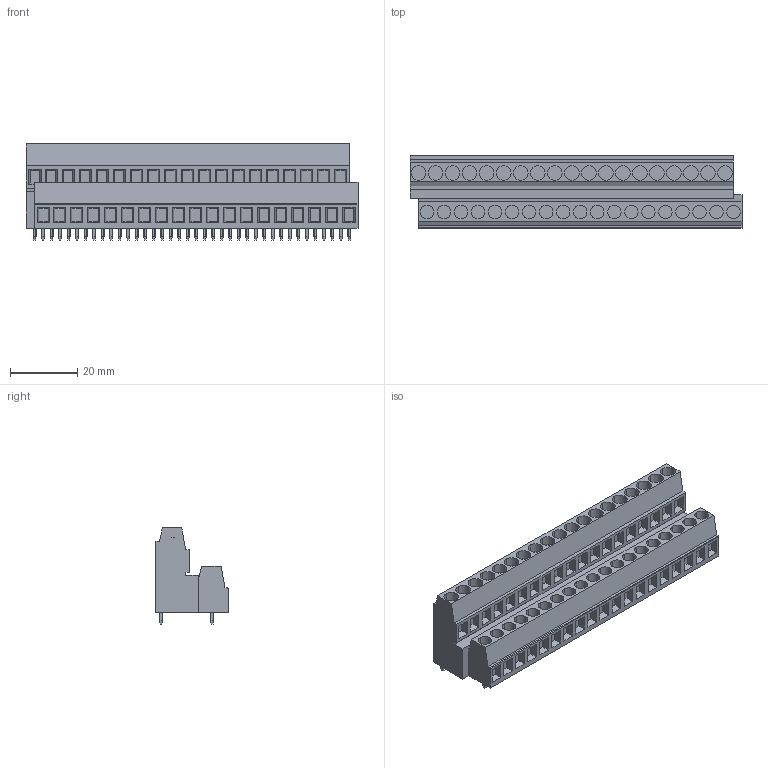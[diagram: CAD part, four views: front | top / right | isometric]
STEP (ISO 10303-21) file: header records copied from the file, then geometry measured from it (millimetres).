
FILE_DESCRIPTION(('CATIA V5 STEP Exchange','CAx-IF Rec.Pracs.--- Model Styling and Organization---1.2---2011-12-15'),'2;1');
FILE_NAME ('D1455715_0_1769020000_1769020000.stp','2018-09-07T07:41:22+00:00',('none'),('Weidmueller'),'CATIA Version 5-6 Release 2014','CATIA V5 STEP AP214','none');
FILE_SCHEMA(('AUTOMOTIVE_DESIGN { 1 0 10303 214 1 1 1 1 }'));
Length unit declared in the file: millimetre
Products named in the file (1): 1769020000
Bounding box: 99.06 x 21.6 x 28.7 mm (x, y, z)
Volume: 33615.9 mm3; surface area: 13373.2 mm2
Topology: 39 solids, 39 shells, 860 faces, 2118 edges, 1412 vertices
Faces by surface type: plane 783, cylinder 77
Entity records: 23180 total; most frequent: CARTESIAN_POINT 4514, ORIENTED_EDGE 4236, DIRECTION 2950, EDGE_CURVE 2118, VECTOR 1586, LINE 1586, VERTEX_POINT 1412, EDGE_LOOP 936
